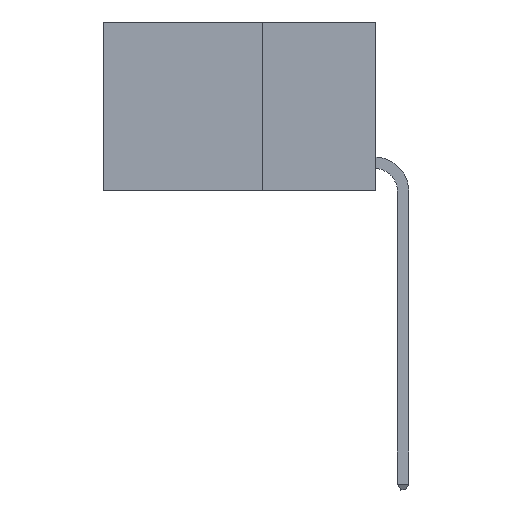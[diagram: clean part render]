
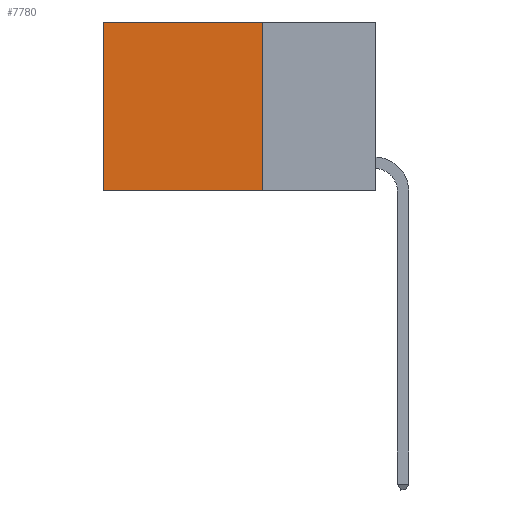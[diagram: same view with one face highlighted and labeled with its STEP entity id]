
A CAD part, left-side view. The second image highlights one B-rep face of the part: STEP entity #7780.
In plain terms, the highlighted planar face has unit normal (-1, 0, 0).
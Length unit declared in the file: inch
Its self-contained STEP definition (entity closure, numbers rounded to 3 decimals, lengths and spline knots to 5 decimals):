
#291 = LINE ( 'NONE', #7520, #18647 ) ;
#1043 = CARTESIAN_POINT ( 'NONE',  ( 0.2625, 0.6, 0. ) ) ;
#1958 = AXIS2_PLACEMENT_3D ( 'NONE', #14748, #9015, #7363 ) ;
#1964 = DIRECTION ( 'NONE',  ( 0., 0., -1. ) ) ;
#3198 = VECTOR ( 'NONE', #13205, 39.37008 ) ;
#3546 = EDGE_CURVE ( 'NONE', #10358, #15907, #10934, .T. ) ;
#3610 = ORIENTED_EDGE ( 'NONE', *, *, #3546, .T. ) ;
#5479 = VECTOR ( 'NONE', #1964, 39.37008 ) ;
#5558 = CARTESIAN_POINT ( 'NONE',  ( 0.2625, 0.25, -0.37 ) ) ;
#7003 = DIRECTION ( 'NONE',  ( 0., 0., -1. ) ) ;
#7030 = EDGE_CURVE ( 'NONE', #9128, #10358, #291, .T. ) ;
#7191 = EDGE_CURVE ( 'NONE', #9128, #9001, #11283, .T. ) ;
#7363 = DIRECTION ( 'NONE',  ( 0., 0., -1. ) ) ;
#7520 = CARTESIAN_POINT ( 'NONE',  ( 0.2625, 0.25, 0. ) ) ;
#7780 = ADVANCED_FACE ( 'NONE', ( #16527 ), #13487, .F. ) ;
#9001 = VERTEX_POINT ( 'NONE', #5558 ) ;
#9003 = EDGE_LOOP ( 'NONE', ( #3610, #11869, #10660, #13295 ) ) ;
#9015 = DIRECTION ( 'NONE',  ( 1., 0., 0. ) ) ;
#9128 = VERTEX_POINT ( 'NONE', #13413 ) ;
#9371 = CARTESIAN_POINT ( 'NONE',  ( 0.2625, 0.6, -0.37 ) ) ;
#10358 = VERTEX_POINT ( 'NONE', #1043 ) ;
#10551 = CARTESIAN_POINT ( 'NONE',  ( 0.2625, 0.25, -0.37 ) ) ;
#10660 = ORIENTED_EDGE ( 'NONE', *, *, #7191, .F. ) ;
#10934 = LINE ( 'NONE', #16703, #5479 ) ;
#11283 = LINE ( 'NONE', #17233, #13670 ) ;
#11869 = ORIENTED_EDGE ( 'NONE', *, *, #15771, .F. ) ;
#13205 = DIRECTION ( 'NONE',  ( 0., 1., 0. ) ) ;
#13295 = ORIENTED_EDGE ( 'NONE', *, *, #7030, .T. ) ;
#13413 = CARTESIAN_POINT ( 'NONE',  ( 0.2625, 0.25, 0. ) ) ;
#13487 = PLANE ( 'NONE',  #1958 ) ;
#13670 = VECTOR ( 'NONE', #7003, 39.37008 ) ;
#14709 = DIRECTION ( 'NONE',  ( 0., 1., 0. ) ) ;
#14748 = CARTESIAN_POINT ( 'NONE',  ( 0.2625, 0.25, 0. ) ) ;
#15016 = LINE ( 'NONE', #10551, #3198 ) ;
#15771 = EDGE_CURVE ( 'NONE', #9001, #15907, #15016, .T. ) ;
#15907 = VERTEX_POINT ( 'NONE', #9371 ) ;
#16527 = FACE_OUTER_BOUND ( 'NONE', #9003, .T. ) ;
#16703 = CARTESIAN_POINT ( 'NONE',  ( 0.2625, 0.6, 0. ) ) ;
#17233 = CARTESIAN_POINT ( 'NONE',  ( 0.2625, 0.25, 0. ) ) ;
#18647 = VECTOR ( 'NONE', #14709, 39.37008 ) ;
